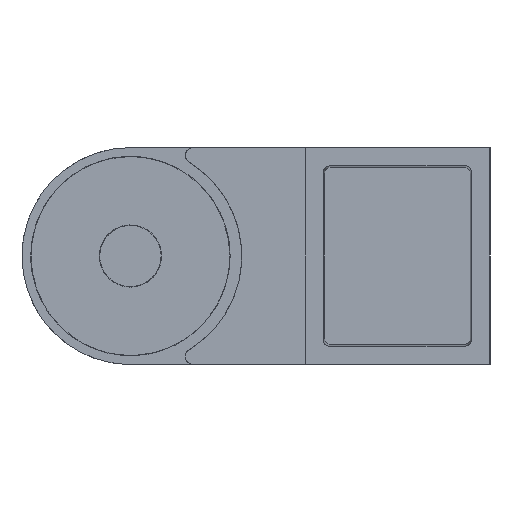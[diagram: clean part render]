
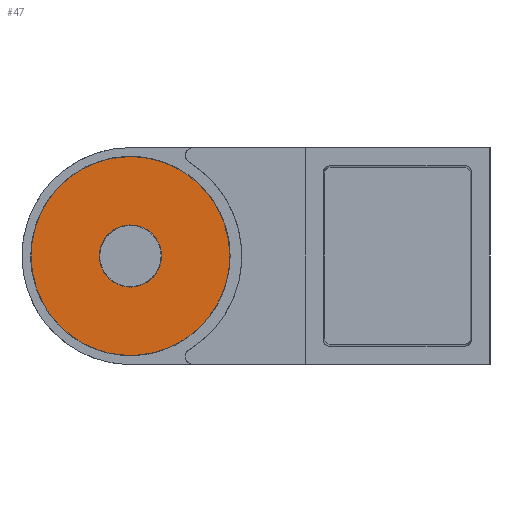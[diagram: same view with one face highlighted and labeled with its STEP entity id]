
A CAD part, front view. The second image highlights one B-rep face of the part: STEP entity #47.
In plain terms, the highlighted planar face has unit normal (0, -1, 0).
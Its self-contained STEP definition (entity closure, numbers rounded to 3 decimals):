
#27=FACE_BOUND('',#197,.T.);
#47=ADVANCED_FACE('',(#120,#27),#1161,.T.);
#120=FACE_OUTER_BOUND('',#196,.T.);
#196=EDGE_LOOP('',(#337,#338));
#197=EDGE_LOOP('',(#339,#340));
#337=ORIENTED_EDGE('',*,*,#670,.T.);
#338=ORIENTED_EDGE('',*,*,#669,.T.);
#339=ORIENTED_EDGE('',*,*,#658,.F.);
#340=ORIENTED_EDGE('',*,*,#659,.F.);
#658=EDGE_CURVE('',#1028,#1029,#824,.T.);
#659=EDGE_CURVE('',#1029,#1028,#825,.T.);
#669=EDGE_CURVE('',#1037,#1038,#828,.T.);
#670=EDGE_CURVE('',#1038,#1037,#829,.T.);
#824=(
BOUNDED_CURVE()
B_SPLINE_CURVE(2,(#1950,#1951,#1952,#1953,#1954),.UNSPECIFIED.,.F.,.F.)
B_SPLINE_CURVE_WITH_KNOTS((3,2,3),(0.,18.457,36.914),
 .UNSPECIFIED.)
CURVE()
GEOMETRIC_REPRESENTATION_ITEM()
RATIONAL_B_SPLINE_CURVE((1.,0.707,1.,0.707,1.))
REPRESENTATION_ITEM('')
);
#825=(
BOUNDED_CURVE()
B_SPLINE_CURVE(2,(#1955,#1956,#1957,#1958,#1959),.UNSPECIFIED.,.F.,.F.)
B_SPLINE_CURVE_WITH_KNOTS((3,2,3),(36.914,55.371,73.827),
 .UNSPECIFIED.)
CURVE()
GEOMETRIC_REPRESENTATION_ITEM()
RATIONAL_B_SPLINE_CURVE((1.,0.707,1.,0.707,1.))
REPRESENTATION_ITEM('')
);
#828=(
BOUNDED_CURVE()
B_SPLINE_CURVE(2,(#1984,#1985,#1986,#1987,#1988),.UNSPECIFIED.,.F.,.F.)
B_SPLINE_CURVE_WITH_KNOTS((3,2,3),(118.054,177.081,236.108),
 .UNSPECIFIED.)
CURVE()
GEOMETRIC_REPRESENTATION_ITEM()
RATIONAL_B_SPLINE_CURVE((1.,0.707,1.,0.707,1.))
REPRESENTATION_ITEM('')
);
#829=(
BOUNDED_CURVE()
B_SPLINE_CURVE(2,(#1989,#1990,#1991,#1992,#1993),.UNSPECIFIED.,.F.,.F.)
B_SPLINE_CURVE_WITH_KNOTS((3,2,3),(0.,59.027,118.054),
 .UNSPECIFIED.)
CURVE()
GEOMETRIC_REPRESENTATION_ITEM()
RATIONAL_B_SPLINE_CURVE((1.,0.707,1.,0.707,1.))
REPRESENTATION_ITEM('')
);
#1028=VERTEX_POINT('',#1796);
#1029=VERTEX_POINT('',#1797);
#1037=VERTEX_POINT('',#1805);
#1038=VERTEX_POINT('',#1806);
#1161=PLANE('',#1227);
#1227=AXIS2_PLACEMENT_3D('',#1381,#1276,$);
#1276=DIRECTION('',(0.,-1.,0.));
#1381=CARTESIAN_POINT('',(-301.731,-40.3,-7.307));
#1796=CARTESIAN_POINT('',(-244.886,-40.3,37.787));
#1797=CARTESIAN_POINT('',(-268.386,-40.3,37.787));
#1805=CARTESIAN_POINT('',(-294.214,-40.3,37.787));
#1806=CARTESIAN_POINT('',(-219.059,-40.3,37.787));
#1950=CARTESIAN_POINT('',(-244.886,-40.3,37.787));
#1951=CARTESIAN_POINT('',(-244.886,-40.3,49.537));
#1952=CARTESIAN_POINT('',(-256.636,-40.3,49.537));
#1953=CARTESIAN_POINT('',(-268.386,-40.3,49.537));
#1954=CARTESIAN_POINT('',(-268.386,-40.3,37.787));
#1955=CARTESIAN_POINT('',(-268.386,-40.3,37.787));
#1956=CARTESIAN_POINT('',(-268.386,-40.3,26.037));
#1957=CARTESIAN_POINT('',(-256.636,-40.3,26.037));
#1958=CARTESIAN_POINT('',(-244.886,-40.3,26.037));
#1959=CARTESIAN_POINT('',(-244.886,-40.3,37.787));
#1984=CARTESIAN_POINT('',(-294.214,-40.3,37.787));
#1985=CARTESIAN_POINT('',(-294.214,-40.3,0.21));
#1986=CARTESIAN_POINT('',(-256.636,-40.3,0.21));
#1987=CARTESIAN_POINT('',(-219.059,-40.3,0.21));
#1988=CARTESIAN_POINT('',(-219.059,-40.3,37.787));
#1989=CARTESIAN_POINT('',(-219.059,-40.3,37.787));
#1990=CARTESIAN_POINT('',(-219.059,-40.3,75.365));
#1991=CARTESIAN_POINT('',(-256.636,-40.3,75.365));
#1992=CARTESIAN_POINT('',(-294.214,-40.3,75.365));
#1993=CARTESIAN_POINT('',(-294.214,-40.3,37.787));
